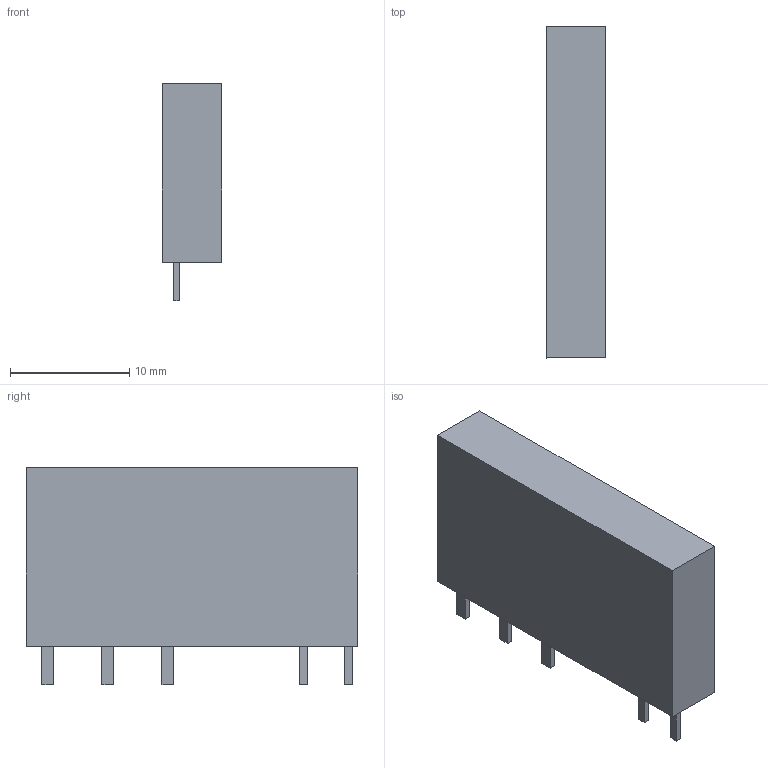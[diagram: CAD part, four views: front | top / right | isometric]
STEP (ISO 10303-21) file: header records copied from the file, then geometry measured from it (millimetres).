
FILE_DESCRIPTION(('CATIA V5R24 STEP','CAx-IF Rec.Pracs.--- Model Styling and Organization---1.2---2011-12-15'),'2;1');
FILE_NAME ('6376200_3', '2017-07-13T08:53:08+00:00', ('Weidmueller Interface'), ('Weidmueller'), 'CATIA Version 5-6 Release 2014 SP4', 'CATIA V5 STEP AP214', 'none');
FILE_SCHEMA(('AUTOMOTIVE_DESIGN { 1 0 10303 214 1 1 1 1 }'));
Length unit declared in the file: millimetre
Products named in the file (1): 1984090000
Bounding box: 5 x 27.8 x 18.2 mm (x, y, z)
Volume: 2092 mm3; surface area: 1310.6 mm2
Topology: 6 solids, 6 shells, 36 faces, 92 edges, 68 vertices
Faces by surface type: plane 36
Entity records: 1163 total; most frequent: CARTESIAN_POINT 197, ORIENTED_EDGE 184, DIRECTION 164, VECTOR 92, EDGE_CURVE 92, LINE 92, VERTEX_POINT 68, AXIS2_PLACEMENT_3D 37
